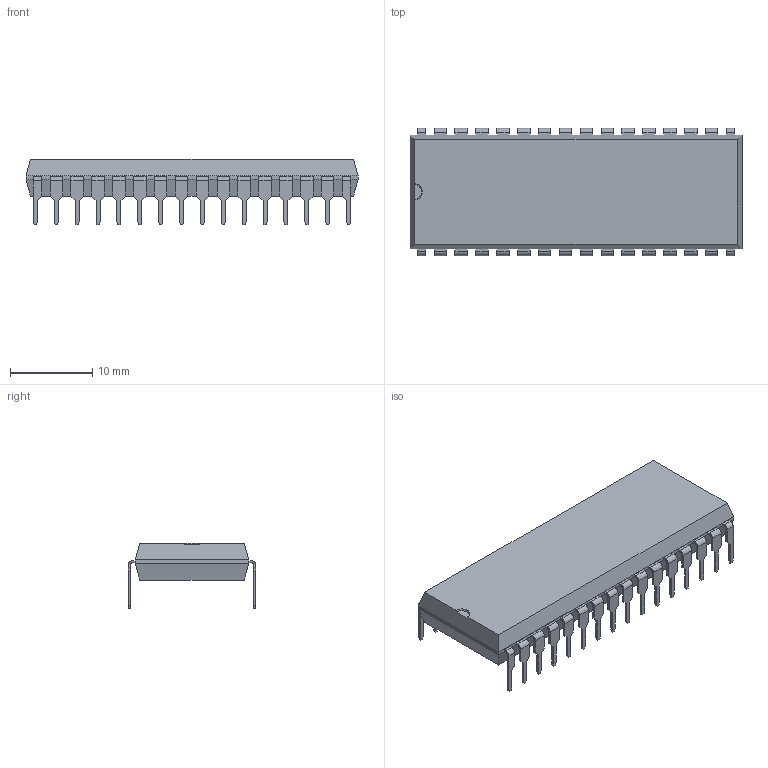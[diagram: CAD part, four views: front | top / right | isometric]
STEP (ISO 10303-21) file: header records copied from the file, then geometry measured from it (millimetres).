
FILE_DESCRIPTION (( 'STEP AP214' ), '1' );
FILE_NAME ('759A5B7C-E9BF-44D1-A4CB-FB6F0758A722.STEP', '2023-05-06T14:43:12', ( '' ), ( '' ), 'SwSTEP 2.0', 'SolidWorks 2022', '' );
FILE_SCHEMA (( 'AUTOMOTIVE_DESIGN' ));
Length unit declared in the file: millimetre
Products named in the file (1): 759A5B7C-E9BF-44D1-A4CB-FB6F0758A722
Bounding box: 40.4 x 15.49 x 8 mm (x, y, z)
Volume: 2439.5 mm3; surface area: 1973.5 mm2
Topology: 1 solids, 1 shells, 489 faces, 1357 edges, 902 vertices
Faces by surface type: plane 423, cylinder 64, cone 2
Entity records: 15648 total; most frequent: CARTESIAN_POINT 2761, ORIENTED_EDGE 2714, DIRECTION 2467, EDGE_CURVE 1357, LINE 1223, VECTOR 1223, VERTEX_POINT 902, AXIS2_PLACEMENT_3D 622
